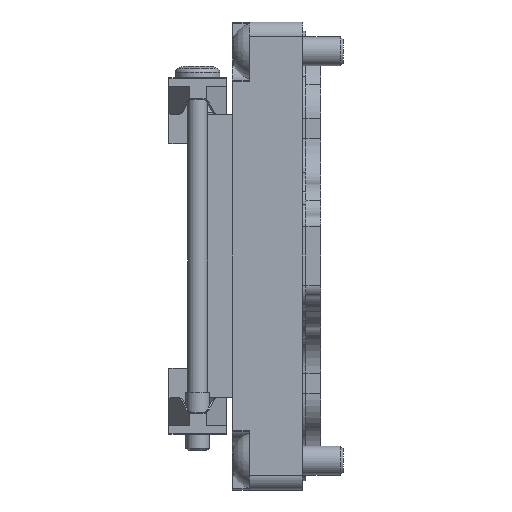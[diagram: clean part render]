
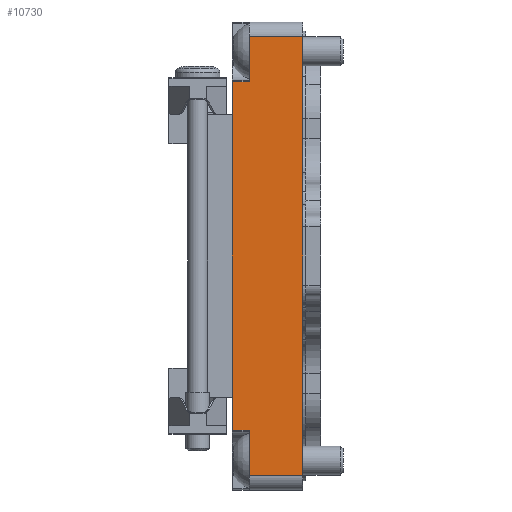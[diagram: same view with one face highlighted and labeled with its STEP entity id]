
A CAD part, left-side view. The second image highlights one B-rep face of the part: STEP entity #10730.
In plain terms, the highlighted planar face has unit normal (-1, 0, 0).
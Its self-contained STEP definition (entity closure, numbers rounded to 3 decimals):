
#533=LINE('',#17409,#1449);
#534=LINE('',#17411,#1450);
#535=LINE('',#17413,#1451);
#536=LINE('',#17415,#1452);
#537=LINE('',#17417,#1453);
#538=LINE('',#17419,#1454);
#539=LINE('',#17421,#1455);
#540=LINE('',#17423,#1456);
#1449=VECTOR('',#13886,1000.);
#1450=VECTOR('',#13889,1000.);
#1451=VECTOR('',#13890,1000.);
#1452=VECTOR('',#13891,1000.);
#1453=VECTOR('',#13892,1000.);
#1454=VECTOR('',#13893,1000.);
#1455=VECTOR('',#13894,1000.);
#1456=VECTOR('',#13895,1000.);
#2397=ORIENTED_EDGE('',*,*,#5629,.F.);
#2398=ORIENTED_EDGE('',*,*,#5628,.T.);
#2399=ORIENTED_EDGE('',*,*,#5630,.T.);
#2400=ORIENTED_EDGE('',*,*,#5631,.F.);
#2401=ORIENTED_EDGE('',*,*,#5632,.F.);
#2402=ORIENTED_EDGE('',*,*,#5633,.T.);
#2403=ORIENTED_EDGE('',*,*,#5634,.F.);
#2404=ORIENTED_EDGE('',*,*,#5635,.F.);
#5628=EDGE_CURVE('',#7242,#7244,#533,.T.);
#5629=EDGE_CURVE('',#7242,#7245,#534,.T.);
#5630=EDGE_CURVE('',#7244,#7246,#535,.T.);
#5631=EDGE_CURVE('',#7247,#7246,#536,.T.);
#5632=EDGE_CURVE('',#7248,#7247,#537,.T.);
#5633=EDGE_CURVE('',#7248,#7249,#538,.T.);
#5634=EDGE_CURVE('',#7250,#7249,#539,.T.);
#5635=EDGE_CURVE('',#7245,#7250,#540,.T.);
#7242=VERTEX_POINT('',#17404);
#7244=VERTEX_POINT('',#17408);
#7245=VERTEX_POINT('',#17412);
#7246=VERTEX_POINT('',#17414);
#7247=VERTEX_POINT('',#17416);
#7248=VERTEX_POINT('',#17418);
#7249=VERTEX_POINT('',#17420);
#7250=VERTEX_POINT('',#17422);
#8921=EDGE_LOOP('',(#2397,#2398,#2399,#2400,#2401,#2402,#2403,#2404));
#9683=FACE_BOUND('',#8921,.T.);
#10445=PLANE('',#12541);
#10730=ADVANCED_FACE('',(#9683),#10445,.F.);
#12541=AXIS2_PLACEMENT_3D('',#17410,#13887,#13888);
#13886=DIRECTION('',(0.,-1.,0.));
#13887=DIRECTION('',(1.,0.,0.));
#13888=DIRECTION('',(0.,0.,-1.));
#13889=DIRECTION('',(0.,0.,1.));
#13890=DIRECTION('',(0.,0.,1.));
#13891=DIRECTION('',(0.,-1.,0.));
#13892=DIRECTION('',(0.,0.,1.));
#13893=DIRECTION('',(0.,1.,0.));
#13894=DIRECTION('',(0.,0.,1.));
#13895=DIRECTION('',(0.,1.,0.));
#17404=CARTESIAN_POINT('',(-40.,9.1,-37.5));
#17408=CARTESIAN_POINT('',(-40.,0.,-37.5));
#17409=CARTESIAN_POINT('',(-40.,12.,-37.5));
#17410=CARTESIAN_POINT('',(-40.,12.,-37.5));
#17411=CARTESIAN_POINT('',(-40.,9.1,-37.5));
#17412=CARTESIAN_POINT('',(-40.,9.1,-29.8));
#17413=CARTESIAN_POINT('',(-40.,0.,-37.5));
#17414=CARTESIAN_POINT('',(-40.,0.,37.5));
#17415=CARTESIAN_POINT('',(-40.,12.,37.5));
#17416=CARTESIAN_POINT('',(-40.,9.1,37.5));
#17417=CARTESIAN_POINT('',(-40.,9.1,-37.5));
#17418=CARTESIAN_POINT('',(-40.,9.1,29.8));
#17419=CARTESIAN_POINT('',(-40.,9.1,29.8));
#17420=CARTESIAN_POINT('',(-40.,12.,29.8));
#17421=CARTESIAN_POINT('',(-40.,12.,-37.5));
#17422=CARTESIAN_POINT('',(-40.,12.,-29.8));
#17423=CARTESIAN_POINT('',(-40.,9.1,-29.8));
